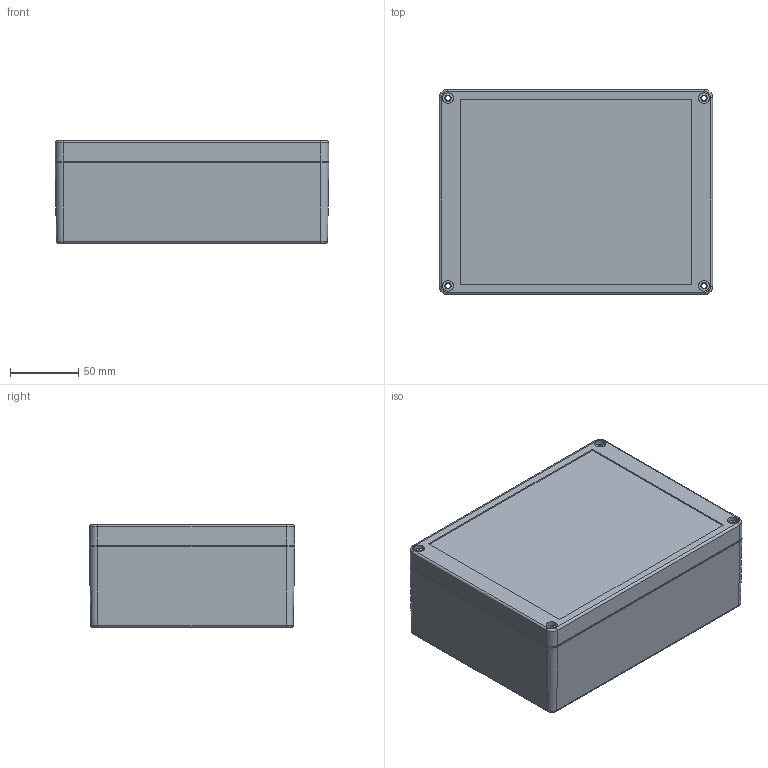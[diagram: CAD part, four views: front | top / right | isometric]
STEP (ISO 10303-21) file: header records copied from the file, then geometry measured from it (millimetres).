
FILE_DESCRIPTION (( 'STEP AP214' ), '1' );
FILE_NAME ('G2120.STEP', '2009-09-09T02:23:05', ( 'NEF User' ), ( 'NEF User' ), 'SwSTEP 2.0', 'SolidWorks 2009', '' );
FILE_SCHEMA (( 'AUTOMOTIVE_DESIGN' ));
Length unit declared in the file: millimetre
Products named in the file (1): G2120
Bounding box: 200 x 150 x 75 mm (x, y, z)
Volume: 314409.5 mm3; surface area: 237683.5 mm2
Topology: 2 solids, 2 shells, 491 faces, 1220 edges, 784 vertices
Faces by surface type: plane 179, cylinder 160, cone 144, torus 8
Entity records: 14841 total; most frequent: CARTESIAN_POINT 2772, DIRECTION 2668, ORIENTED_EDGE 2416, EDGE_CURVE 1208, AXIS2_PLACEMENT_3D 1064, VERTEX_POINT 784, EDGE_LOOP 578, CIRCLE 572
